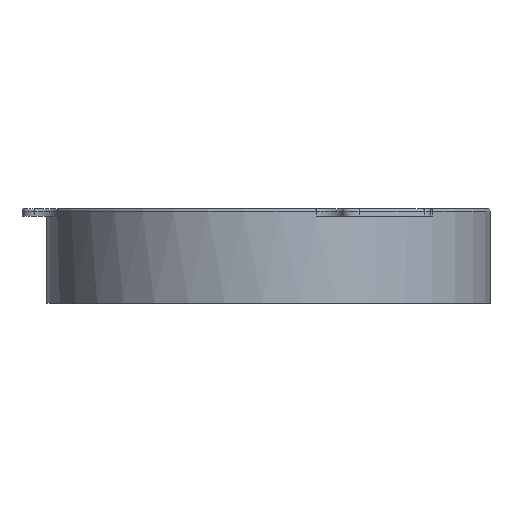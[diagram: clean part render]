
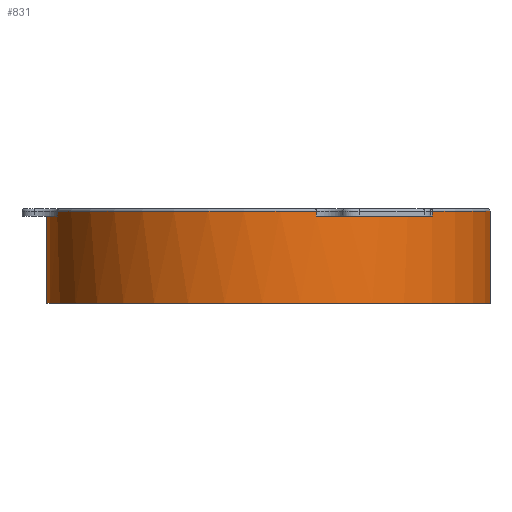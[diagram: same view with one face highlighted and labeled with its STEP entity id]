
A CAD part, left-side view. The second image highlights one B-rep face of the part: STEP entity #831.
In plain terms, the highlighted cylindrical face has radius 89 mm (diameter 178 mm), a partial arc.
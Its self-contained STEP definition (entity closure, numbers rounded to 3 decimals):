
#40=LINE('',#1478,#81);
#45=LINE('',#1493,#86);
#47=LINE('',#1500,#88);
#52=LINE('',#1517,#93);
#53=LINE('',#1519,#94);
#54=LINE('',#1522,#95);
#55=LINE('',#1524,#96);
#56=LINE('',#1527,#97);
#81=VECTOR('',#1200,10.);
#86=VECTOR('',#1217,10.);
#88=VECTOR('',#1225,10.);
#93=VECTOR('',#1246,10.);
#94=VECTOR('',#1247,10.);
#95=VECTOR('',#1250,10.);
#96=VECTOR('',#1251,10.);
#97=VECTOR('',#1254,10.);
#123=CYLINDRICAL_SURFACE('',#970,89.);
#169=FACE_OUTER_BOUND('',#223,.T.);
#223=EDGE_LOOP('',(#663,#664,#665,#666,#667,#668,#669,#670,#671,#672,#673,
#674,#675,#676,#677,#678));
#243=CIRCLE('',#866,89.);
#260=CIRCLE('',#889,89.);
#274=CIRCLE('',#908,89.);
#290=CIRCLE('',#930,89.);
#313=CIRCLE('',#971,89.);
#314=CIRCLE('',#972,89.);
#315=CIRCLE('',#973,89.);
#316=CIRCLE('',#974,89.);
#328=VERTEX_POINT('',#1327);
#329=VERTEX_POINT('',#1329);
#340=VERTEX_POINT('',#1360);
#342=VERTEX_POINT('',#1366);
#352=VERTEX_POINT('',#1394);
#354=VERTEX_POINT('',#1399);
#364=VERTEX_POINT('',#1429);
#366=VERTEX_POINT('',#1435);
#376=VERTEX_POINT('',#1476);
#380=VERTEX_POINT('',#1492);
#382=VERTEX_POINT('',#1498);
#386=VERTEX_POINT('',#1515);
#387=VERTEX_POINT('',#1518);
#388=VERTEX_POINT('',#1520);
#389=VERTEX_POINT('',#1523);
#390=VERTEX_POINT('',#1525);
#402=EDGE_CURVE('',#328,#329,#243,.T.);
#421=EDGE_CURVE('',#342,#340,#260,.T.);
#437=EDGE_CURVE('',#354,#352,#274,.T.);
#455=EDGE_CURVE('',#366,#364,#290,.T.);
#477=EDGE_CURVE('',#376,#354,#40,.T.);
#484=EDGE_CURVE('',#364,#380,#45,.T.);
#488=EDGE_CURVE('',#382,#366,#47,.T.);
#495=EDGE_CURVE('',#380,#376,#313,.T.);
#496=EDGE_CURVE('',#382,#386,#314,.T.);
#497=EDGE_CURVE('',#329,#386,#52,.T.);
#498=EDGE_CURVE('',#387,#328,#53,.T.);
#499=EDGE_CURVE('',#388,#387,#315,.T.);
#500=EDGE_CURVE('',#340,#388,#54,.T.);
#501=EDGE_CURVE('',#389,#342,#55,.T.);
#502=EDGE_CURVE('',#390,#389,#316,.T.);
#503=EDGE_CURVE('',#352,#390,#56,.T.);
#663=ORIENTED_EDGE('',*,*,#437,.F.);
#664=ORIENTED_EDGE('',*,*,#477,.F.);
#665=ORIENTED_EDGE('',*,*,#495,.F.);
#666=ORIENTED_EDGE('',*,*,#484,.F.);
#667=ORIENTED_EDGE('',*,*,#455,.F.);
#668=ORIENTED_EDGE('',*,*,#488,.F.);
#669=ORIENTED_EDGE('',*,*,#496,.T.);
#670=ORIENTED_EDGE('',*,*,#497,.F.);
#671=ORIENTED_EDGE('',*,*,#402,.F.);
#672=ORIENTED_EDGE('',*,*,#498,.F.);
#673=ORIENTED_EDGE('',*,*,#499,.F.);
#674=ORIENTED_EDGE('',*,*,#500,.F.);
#675=ORIENTED_EDGE('',*,*,#421,.F.);
#676=ORIENTED_EDGE('',*,*,#501,.F.);
#677=ORIENTED_EDGE('',*,*,#502,.F.);
#678=ORIENTED_EDGE('',*,*,#503,.F.);
#831=ADVANCED_FACE('',(#169),#123,.T.);
#866=AXIS2_PLACEMENT_3D('',#1330,#1009,#1010);
#889=AXIS2_PLACEMENT_3D('',#1368,#1057,#1058);
#908=AXIS2_PLACEMENT_3D('',#1401,#1097,#1098);
#930=AXIS2_PLACEMENT_3D('',#1437,#1143,#1144);
#970=AXIS2_PLACEMENT_3D('',#1513,#1240,#1241);
#971=AXIS2_PLACEMENT_3D('',#1514,#1242,#1243);
#972=AXIS2_PLACEMENT_3D('',#1516,#1244,#1245);
#973=AXIS2_PLACEMENT_3D('',#1521,#1248,#1249);
#974=AXIS2_PLACEMENT_3D('',#1526,#1252,#1253);
#1009=DIRECTION('center_axis',(0.,0.,1.));
#1010=DIRECTION('ref_axis',(-0.388,-0.922,0.));
#1057=DIRECTION('center_axis',(0.,0.,1.));
#1058=DIRECTION('ref_axis',(-0.866,0.5,0.));
#1097=DIRECTION('center_axis',(0.,0.,1.));
#1098=DIRECTION('ref_axis',(0.866,0.5,0.));
#1143=DIRECTION('center_axis',(0.,0.,1.));
#1144=DIRECTION('ref_axis',(0.388,-0.922,0.));
#1200=DIRECTION('',(0.,0.,1.));
#1217=DIRECTION('',(0.,0.,-1.));
#1225=DIRECTION('',(0.,0.,1.));
#1240=DIRECTION('center_axis',(0.,0.,1.));
#1241=DIRECTION('ref_axis',(0.,1.,0.));
#1242=DIRECTION('center_axis',(0.,0.,1.));
#1243=DIRECTION('ref_axis',(1.,0.,0.));
#1244=DIRECTION('center_axis',(0.,0.,1.));
#1245=DIRECTION('ref_axis',(1.,0.,0.));
#1246=DIRECTION('',(0.,0.,-1.));
#1247=DIRECTION('',(0.,0.,1.));
#1248=DIRECTION('center_axis',(0.,0.,1.));
#1249=DIRECTION('ref_axis',(1.,0.,0.));
#1250=DIRECTION('',(0.,0.,-1.));
#1251=DIRECTION('',(0.,0.,1.));
#1252=DIRECTION('center_axis',(0.,0.,1.));
#1253=DIRECTION('ref_axis',(1.,0.,0.));
#1254=DIRECTION('',(0.,0.,-1.));
#1327=CARTESIAN_POINT('',(-59.97,-65.762,37.));
#1329=CARTESIAN_POINT('',(-5.057,-88.856,37.));
#1330=CARTESIAN_POINT('Origin',(0.,0.,37.));
#1360=CARTESIAN_POINT('',(-86.936,-19.055,37.));
#1366=CARTESIAN_POINT('',(-26.966,84.816,37.));
#1368=CARTESIAN_POINT('Origin',(0.,0.,37.));
#1394=CARTESIAN_POINT('',(26.966,84.816,37.));
#1399=CARTESIAN_POINT('',(86.936,-19.055,37.));
#1401=CARTESIAN_POINT('Origin',(0.,0.,37.));
#1429=CARTESIAN_POINT('',(59.97,-65.762,37.));
#1435=CARTESIAN_POINT('',(5.057,-88.856,37.));
#1437=CARTESIAN_POINT('Origin',(0.,0.,37.));
#1476=CARTESIAN_POINT('',(86.936,-19.055,35.));
#1478=CARTESIAN_POINT('',(86.936,-19.055,35.));
#1492=CARTESIAN_POINT('',(59.97,-65.762,35.));
#1493=CARTESIAN_POINT('',(59.97,-65.762,0.));
#1498=CARTESIAN_POINT('',(5.057,-88.856,0.));
#1500=CARTESIAN_POINT('',(5.057,-88.856,0.));
#1513=CARTESIAN_POINT('Origin',(0.,0.,0.));
#1514=CARTESIAN_POINT('Origin',(0.,0.,35.));
#1515=CARTESIAN_POINT('',(-5.057,-88.856,0.));
#1516=CARTESIAN_POINT('Origin',(0.,0.,0.));
#1517=CARTESIAN_POINT('',(-5.057,-88.856,0.));
#1518=CARTESIAN_POINT('',(-59.97,-65.762,35.));
#1519=CARTESIAN_POINT('',(-59.97,-65.762,35.));
#1520=CARTESIAN_POINT('',(-86.936,-19.055,35.));
#1521=CARTESIAN_POINT('Origin',(0.,0.,35.));
#1522=CARTESIAN_POINT('',(-86.936,-19.055,0.));
#1523=CARTESIAN_POINT('',(-26.966,84.816,35.));
#1524=CARTESIAN_POINT('',(-26.966,84.816,35.));
#1525=CARTESIAN_POINT('',(26.966,84.816,35.));
#1526=CARTESIAN_POINT('Origin',(0.,0.,35.));
#1527=CARTESIAN_POINT('',(26.966,84.816,0.));
